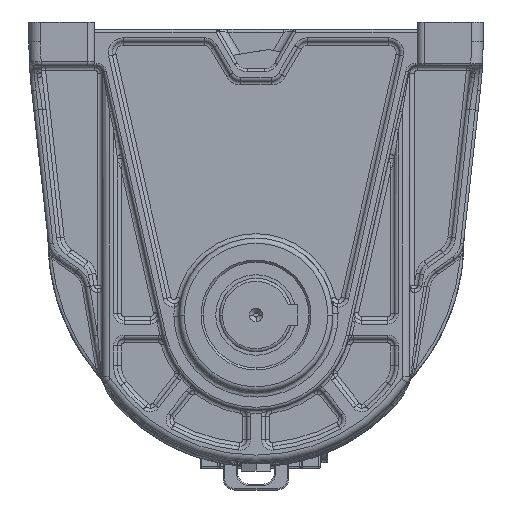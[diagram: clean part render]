
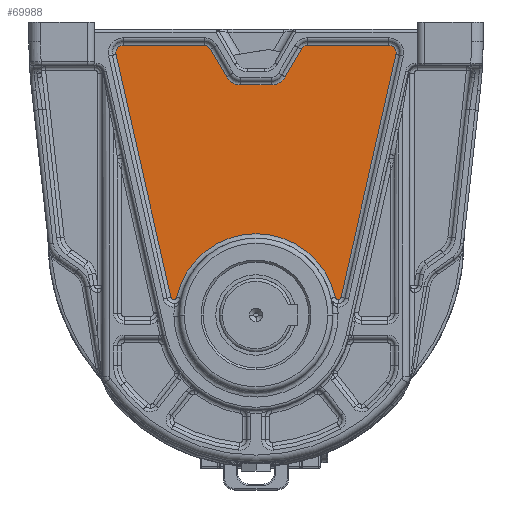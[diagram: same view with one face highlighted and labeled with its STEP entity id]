
A CAD part, front view. The second image highlights one B-rep face of the part: STEP entity #69988.
In plain terms, the highlighted planar face has unit normal (0, -1, 0).
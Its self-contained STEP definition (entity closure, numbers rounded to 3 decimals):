
#974 = ORIENTED_EDGE ( 'NONE', *, *, #11921, .F. ) ;
#1163 = EDGE_CURVE ( 'NONE', #59773, #65620, #24223, .T. ) ;
#1856 = AXIS2_PLACEMENT_3D ( 'NONE', #53448, #42655, #58790 ) ;
#2126 = DIRECTION ( 'NONE',  ( 0., 1., 0. ) ) ;
#2206 = DIRECTION ( 'NONE',  ( -0.22, 0., 0.975 ) ) ;
#2468 = VERTEX_POINT ( 'NONE', #61064 ) ;
#2537 = VERTEX_POINT ( 'NONE', #47375 ) ;
#2786 = VERTEX_POINT ( 'NONE', #61345 ) ;
#3325 = DIRECTION ( 'NONE',  ( 0., 1., 0. ) ) ;
#3639 = AXIS2_PLACEMENT_3D ( 'NONE', #56285, #12496, #59321 ) ;
#4166 = FACE_OUTER_BOUND ( 'NONE', #64193, .T. ) ;
#4188 = CIRCLE ( 'NONE', #19105, 2. ) ;
#4635 = ORIENTED_EDGE ( 'NONE', *, *, #49912, .F. ) ;
#5222 = CARTESIAN_POINT ( 'NONE',  ( 0., -9., -51. ) ) ;
#5453 = AXIS2_PLACEMENT_3D ( 'NONE', #32252, #54144, #28942 ) ;
#7040 = EDGE_CURVE ( 'NONE', #2468, #35322, #43270, .T. ) ;
#7194 = LINE ( 'NONE', #24408, #28761 ) ;
#8064 = DIRECTION ( 'NONE',  ( 0., 1., 0. ) ) ;
#8443 = CARTESIAN_POINT ( 'NONE',  ( 58.078, -9., -38.949 ) ) ;
#8463 = DIRECTION ( 'NONE',  ( 0., 1., 0. ) ) ;
#10157 = ORIENTED_EDGE ( 'NONE', *, *, #63486, .F. ) ;
#10440 = EDGE_CURVE ( 'NONE', #43102, #51046, #7194, .T. ) ;
#10965 = ORIENTED_EDGE ( 'NONE', *, *, #60027, .F. ) ;
#11921 = EDGE_CURVE ( 'NONE', #51046, #15223, #70699, .T. ) ;
#11975 = ORIENTED_EDGE ( 'NONE', *, *, #60320, .F. ) ;
#12496 = DIRECTION ( 'NONE',  ( 0., -1., 0. ) ) ;
#12871 = ORIENTED_EDGE ( 'NONE', *, *, #7040, .F. ) ;
#13560 = VECTOR ( 'NONE', #2206, 1000. ) ;
#13820 = VECTOR ( 'NONE', #24599, 1000. ) ;
#14281 = VECTOR ( 'NONE', #21650, 1000. ) ;
#14285 = CARTESIAN_POINT ( 'NONE',  ( 90.629, -9., 128. ) ) ;
#14541 = VECTOR ( 'NONE', #31523, 1000. ) ;
#15223 = VERTEX_POINT ( 'NONE', #45118 ) ;
#15253 = DIRECTION ( 'NONE',  ( 0., -1., 0. ) ) ;
#15363 = EDGE_CURVE ( 'NONE', #15223, #31038, #4188, .T. ) ;
#16364 = CARTESIAN_POINT ( 'NONE',  ( 19.907, -9., 111.5 ) ) ;
#16496 = ORIENTED_EDGE ( 'NONE', *, *, #15363, .F. ) ;
#18446 = EDGE_CURVE ( 'NONE', #28383, #2786, #63553, .T. ) ;
#19105 = AXIS2_PLACEMENT_3D ( 'NONE', #52300, #8463, #62313 ) ;
#19698 = ORIENTED_EDGE ( 'NONE', *, *, #30025, .F. ) ;
#20003 = VERTEX_POINT ( 'NONE', #45953 ) ;
#21517 = CARTESIAN_POINT ( 'NONE',  ( 54.175, -9., -38.943 ) ) ;
#21650 = DIRECTION ( 'NONE',  ( 1., 0., 0. ) ) ;
#23726 = CARTESIAN_POINT ( 'NONE',  ( 10.381, -9., 117. ) ) ;
#23904 = LINE ( 'NONE', #68387, #13820 ) ;
#24223 = CIRCLE ( 'NONE', #33439, 5. ) ;
#24408 = CARTESIAN_POINT ( 'NONE',  ( 95.506, -9., 126.899 ) ) ;
#24599 = DIRECTION ( 'NONE',  ( 1., 0., 0. ) ) ;
#26570 = VERTEX_POINT ( 'NONE', #61305 ) ;
#26576 = CIRCLE ( 'NONE', #3639, 11. ) ;
#26653 = CARTESIAN_POINT ( 'NONE',  ( 35.207, -9., 133. ) ) ;
#28383 = VERTEX_POINT ( 'NONE', #55615 ) ;
#28761 = VECTOR ( 'NONE', #29107, 1000. ) ;
#28942 = DIRECTION ( 'NONE',  ( -0.975, 0., -0.22 ) ) ;
#29107 = DIRECTION ( 'NONE',  ( -0.22, 0., -0.975 ) ) ;
#29270 = DIRECTION ( 'NONE',  ( -0.866, 0., 0.5 ) ) ;
#29426 = VECTOR ( 'NONE', #59107, 1000. ) ;
#29836 = AXIS2_PLACEMENT_3D ( 'NONE', #35389, #8064, #29270 ) ;
#30025 = EDGE_CURVE ( 'NONE', #31038, #26570, #55729, .T. ) ;
#31038 = VERTEX_POINT ( 'NONE', #21517 ) ;
#31523 = DIRECTION ( 'NONE',  ( 0.5, 0., -0.866 ) ) ;
#31750 = AXIS2_PLACEMENT_3D ( 'NONE', #14285, #2126, #35858 ) ;
#31916 = LINE ( 'NONE', #64893, #14541 ) ;
#32252 = CARTESIAN_POINT ( 'NONE',  ( -90.629, -9., 128. ) ) ;
#33149 = DIRECTION ( 'NONE',  ( 0.976, 0., -0.217 ) ) ;
#33439 = AXIS2_PLACEMENT_3D ( 'NONE', #42113, #3325, #36719 ) ;
#33568 = DIRECTION ( 'NONE',  ( 0., -1., 0. ) ) ;
#34142 = ORIENTED_EDGE ( 'NONE', *, *, #58066, .F. ) ;
#34783 = ORIENTED_EDGE ( 'NONE', *, *, #43608, .F. ) ;
#35322 = VERTEX_POINT ( 'NONE', #38183 ) ;
#35389 = CARTESIAN_POINT ( 'NONE',  ( 35.207, -9., 128. ) ) ;
#35640 = CARTESIAN_POINT ( 'NONE',  ( -35.327, -9., 133. ) ) ;
#35858 = DIRECTION ( 'NONE',  ( 0., 0., 1. ) ) ;
#35970 = ORIENTED_EDGE ( 'NONE', *, *, #56158, .F. ) ;
#36719 = DIRECTION ( 'NONE',  ( 0., 0., 1. ) ) ;
#36825 = DIRECTION ( 'NONE',  ( 0.976, 0., 0.217 ) ) ;
#37499 = CIRCLE ( 'NONE', #31750, 5. ) ;
#37928 = CARTESIAN_POINT ( 'NONE',  ( -10.501, -9., 106. ) ) ;
#38183 = CARTESIAN_POINT ( 'NONE',  ( -90.629, -9., 133. ) ) ;
#40386 = LINE ( 'NONE', #46486, #70431 ) ;
#40880 = AXIS2_PLACEMENT_3D ( 'NONE', #55118, #33568, #55461 ) ;
#41815 = AXIS2_PLACEMENT_3D ( 'NONE', #23726, #44909, #45637 ) ;
#42113 = CARTESIAN_POINT ( 'NONE',  ( -35.327, -9., 128. ) ) ;
#42216 = CARTESIAN_POINT ( 'NONE',  ( 30.877, -9., 130.5 ) ) ;
#42403 = VERTEX_POINT ( 'NONE', #42216 ) ;
#42655 = DIRECTION ( 'NONE',  ( 0., 1., 0. ) ) ;
#43102 = VERTEX_POINT ( 'NONE', #58754 ) ;
#43270 = CIRCLE ( 'NONE', #5453, 5. ) ;
#43608 = EDGE_CURVE ( 'NONE', #26570, #20003, #44126, .T. ) ;
#43618 = VERTEX_POINT ( 'NONE', #48563 ) ;
#44126 = CIRCLE ( 'NONE', #53301, 2. ) ;
#44753 = CIRCLE ( 'NONE', #29836, 5. ) ;
#44909 = DIRECTION ( 'NONE',  ( 0., -1., 0. ) ) ;
#45118 = CARTESIAN_POINT ( 'NONE',  ( 56.127, -9., -40.509 ) ) ;
#45637 = DIRECTION ( 'NONE',  ( 0., 0., -1. ) ) ;
#45953 = CARTESIAN_POINT ( 'NONE',  ( -58.078, -9., -38.949 ) ) ;
#46347 = ORIENTED_EDGE ( 'NONE', *, *, #18446, .F. ) ;
#46486 = CARTESIAN_POINT ( 'NONE',  ( -10.501, -9., 106. ) ) ;
#46818 = VERTEX_POINT ( 'NONE', #37928 ) ;
#47375 = CARTESIAN_POINT ( 'NONE',  ( -20.027, -9., 111.5 ) ) ;
#48563 = CARTESIAN_POINT ( 'NONE',  ( 35.207, -9., 133. ) ) ;
#49912 = EDGE_CURVE ( 'NONE', #35322, #59773, #23904, .T. ) ;
#50684 = LINE ( 'NONE', #51420, #13560 ) ;
#51046 = VERTEX_POINT ( 'NONE', #8443 ) ;
#51172 = AXIS2_PLACEMENT_3D ( 'NONE', #5222, #15253, #36825 ) ;
#51420 = CARTESIAN_POINT ( 'NONE',  ( -58.078, -9., -38.949 ) ) ;
#52300 = CARTESIAN_POINT ( 'NONE',  ( 56.127, -9., -38.509 ) ) ;
#53301 = AXIS2_PLACEMENT_3D ( 'NONE', #59689, #60031, #33149 ) ;
#53448 = CARTESIAN_POINT ( 'NONE',  ( 56.127, -9., -38.509 ) ) ;
#53955 = LINE ( 'NONE', #26653, #14281 ) ;
#54074 = PLANE ( 'NONE',  #40880 ) ;
#54094 = LINE ( 'NONE', #16364, #29426 ) ;
#54144 = DIRECTION ( 'NONE',  ( 0., 1., 0. ) ) ;
#55118 = CARTESIAN_POINT ( 'NONE',  ( 0., -9., 0. ) ) ;
#55148 = CARTESIAN_POINT ( 'NONE',  ( 90.629, -9., 133. ) ) ;
#55461 = DIRECTION ( 'NONE',  ( 0., 0., -1. ) ) ;
#55615 = CARTESIAN_POINT ( 'NONE',  ( 10.381, -9., 106. ) ) ;
#55729 = CIRCLE ( 'NONE', #51172, 55.5 ) ;
#56158 = EDGE_CURVE ( 'NONE', #46818, #28383, #40386, .T. ) ;
#56285 = CARTESIAN_POINT ( 'NONE',  ( -10.501, -9., 117. ) ) ;
#58066 = EDGE_CURVE ( 'NONE', #2786, #42403, #54094, .T. ) ;
#58218 = ORIENTED_EDGE ( 'NONE', *, *, #10440, .F. ) ;
#58754 = CARTESIAN_POINT ( 'NONE',  ( 95.506, -9., 126.899 ) ) ;
#58790 = DIRECTION ( 'NONE',  ( 0.975, 0., -0.22 ) ) ;
#59107 = DIRECTION ( 'NONE',  ( 0.5, 0., 0.866 ) ) ;
#59234 = ORIENTED_EDGE ( 'NONE', *, *, #68155, .F. ) ;
#59321 = DIRECTION ( 'NONE',  ( -0.866, 0., -0.5 ) ) ;
#59620 = ORIENTED_EDGE ( 'NONE', *, *, #1163, .F. ) ;
#59689 = CARTESIAN_POINT ( 'NONE',  ( -56.127, -9., -38.509 ) ) ;
#59708 = ORIENTED_EDGE ( 'NONE', *, *, #61816, .F. ) ;
#59773 = VERTEX_POINT ( 'NONE', #35640 ) ;
#60027 = EDGE_CURVE ( 'NONE', #62641, #43102, #37499, .T. ) ;
#60031 = DIRECTION ( 'NONE',  ( 0., 1., 0. ) ) ;
#60320 = EDGE_CURVE ( 'NONE', #65620, #2537, #31916, .T. ) ;
#61064 = CARTESIAN_POINT ( 'NONE',  ( -95.506, -9., 126.899 ) ) ;
#61305 = CARTESIAN_POINT ( 'NONE',  ( -54.175, -9., -38.943 ) ) ;
#61345 = CARTESIAN_POINT ( 'NONE',  ( 19.907, -9., 111.5 ) ) ;
#61816 = EDGE_CURVE ( 'NONE', #20003, #2468, #50684, .T. ) ;
#62066 = CARTESIAN_POINT ( 'NONE',  ( -30.997, -9., 130.5 ) ) ;
#62257 = DIRECTION ( 'NONE',  ( 1., 0., 0. ) ) ;
#62313 = DIRECTION ( 'NONE',  ( 0.975, 0., -0.22 ) ) ;
#62641 = VERTEX_POINT ( 'NONE', #55148 ) ;
#62810 = EDGE_CURVE ( 'NONE', #42403, #43618, #44753, .T. ) ;
#63486 = EDGE_CURVE ( 'NONE', #2537, #46818, #26576, .T. ) ;
#63553 = CIRCLE ( 'NONE', #41815, 11. ) ;
#64193 = EDGE_LOOP ( 'NONE', ( #12871, #59708, #34783, #19698, #16496, #974, #58218, #10965, #59234, #70202, #34142, #46347, #35970, #10157, #11975, #59620, #4635 ) ) ;
#64893 = CARTESIAN_POINT ( 'NONE',  ( -30.997, -9., 130.5 ) ) ;
#65620 = VERTEX_POINT ( 'NONE', #62066 ) ;
#68155 = EDGE_CURVE ( 'NONE', #43618, #62641, #53955, .T. ) ;
#68387 = CARTESIAN_POINT ( 'NONE',  ( -90.629, -9., 133. ) ) ;
#69988 = ADVANCED_FACE ( 'NONE', ( #4166 ), #54074, .T. ) ;
#70202 = ORIENTED_EDGE ( 'NONE', *, *, #62810, .F. ) ;
#70431 = VECTOR ( 'NONE', #62257, 1000. ) ;
#70699 = CIRCLE ( 'NONE', #1856, 2. ) ;
